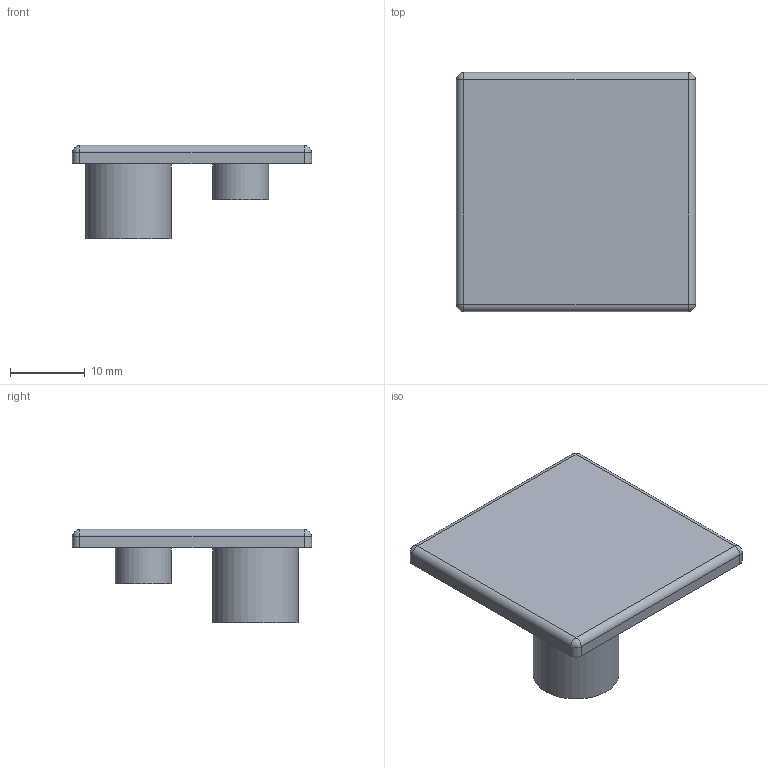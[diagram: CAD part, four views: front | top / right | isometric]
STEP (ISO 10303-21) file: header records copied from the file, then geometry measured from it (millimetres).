
FILE_DESCRIPTION(('STEP AP203'),'2;1');
FILE_NAME('18.053.00.stp','2011-03-21T16:00:32',(''),(''),'2009.3.110','THINKDESIGN','');
FILE_SCHEMA(('CONFIG_CONTROL_DESIGN'));
Length unit declared in the file: millimetre
Bounding box: 32 x 32 x 12.5 mm (x, y, z)
Volume: 2860.7 mm3; surface area: 3186.4 mm2
Topology: 1 solids, 1 shells, 26 faces, 60 edges, 36 vertices
Faces by surface type: cylinder 12, plane 10, bspline 4
Full cylindrical faces by diameter (mm): 6 x1, 7.5 x1, 10 x1, 11.5 x1
Entity records: 1105 total; most frequent: CARTESIAN_POINT 422, DIRECTION 132, ORIENTED_EDGE 112, EDGE_CURVE 56, AXIS2_PLACEMENT_3D 54, VERTEX_POINT 36, CIRCLE 32, EDGE_LOOP 30
